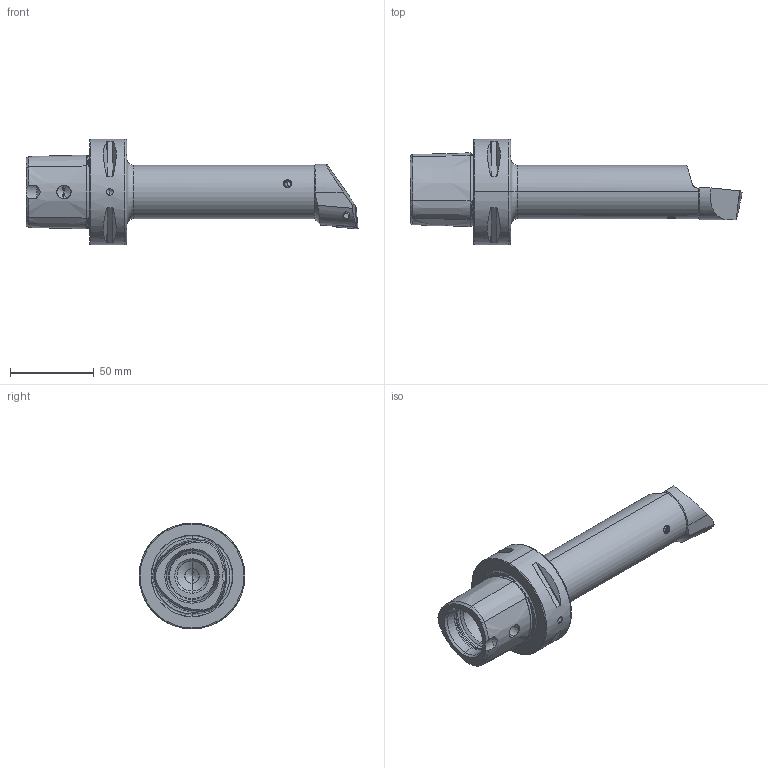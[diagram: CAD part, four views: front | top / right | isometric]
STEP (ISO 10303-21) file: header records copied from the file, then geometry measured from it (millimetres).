
FILE_DESCRIPTION (( 'STEP AP214' ), '1' );
FILE_NAME ('PS6.BCC.RLB.160.STEP', '2020-09-16T08:39:50', ( '' ), ( '' ), 'SwSTEP 2.0', 'SolidWorks 2017', '' );
FILE_SCHEMA (( 'AUTOMOTIVE_DESIGN' ));
Length unit declared in the file: millimetre
Products named in the file (5): WCC-ER2.001.010_A; KVT_MB_600_050; PS6.BCC.RLB.160; CCMT120404; PS6-BCC.RLB.160_A
Assembly tree (4 placements, depth 2):
  PS6.BCC.RLB.160
    PS6-BCC.RLB.160_A
    CCMT120404
    WCC-ER2.001.010_A
    KVT_MB_600_050
Bounding box: 198 x 63 x 63 mm (x, y, z)
Volume: 187742.6 mm3; surface area: 36967.2 mm2
Topology: 5 solids, 5 shells, 276 faces, 668 edges, 391 vertices
Faces by surface type: cone 99, cylinder 74, plane 49, torus 40, bspline 12, sphere 2
Entity records: 9143 total; most frequent: CARTESIAN_POINT 2751, DIRECTION 1289, ORIENTED_EDGE 1286, EDGE_CURVE 643, AXIS2_PLACEMENT_3D 526, VERTEX_POINT 388, EDGE_LOOP 297, FACE_OUTER_BOUND 276
